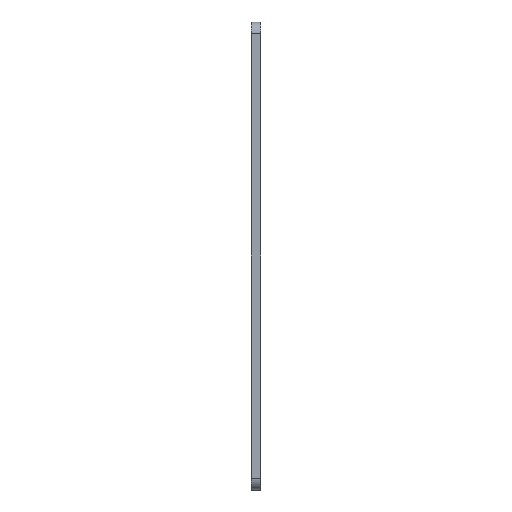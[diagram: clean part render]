
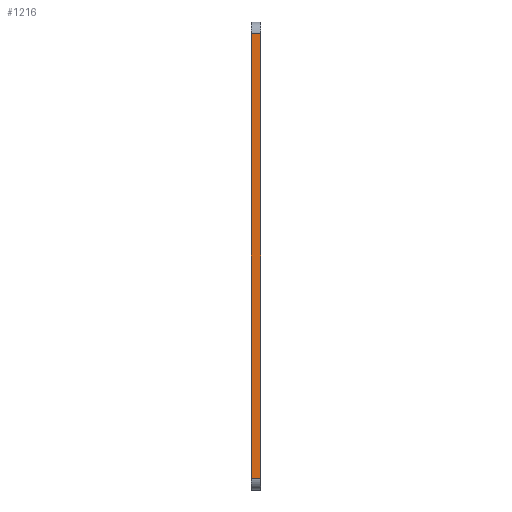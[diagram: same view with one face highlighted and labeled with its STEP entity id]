
A CAD part, left-side view. The second image highlights one B-rep face of the part: STEP entity #1216.
In plain terms, the highlighted planar face has unit normal (-1, 0, 0).
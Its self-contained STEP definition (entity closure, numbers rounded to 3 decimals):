
#20 = PLANE ( 'NONE',  #134 ) ;
#31 = EDGE_CURVE ( 'NONE', #298, #1272, #746, .T. ) ;
#134 = AXIS2_PLACEMENT_3D ( 'NONE', #593, #1199, #730 ) ;
#152 = EDGE_CURVE ( 'NONE', #200, #614, #1153, .T. ) ;
#194 = VECTOR ( 'NONE', #921, 1000. ) ;
#200 = VERTEX_POINT ( 'NONE', #412 ) ;
#247 = CARTESIAN_POINT ( 'NONE',  ( 0., 4.25, -5. ) ) ;
#298 = VERTEX_POINT ( 'NONE', #1176 ) ;
#356 = CARTESIAN_POINT ( 'NONE',  ( 0., 0., -5. ) ) ;
#372 = ORIENTED_EDGE ( 'NONE', *, *, #152, .T. ) ;
#373 = DIRECTION ( 'NONE',  ( 0., 1., 0. ) ) ;
#412 = CARTESIAN_POINT ( 'NONE',  ( 0., 0., -194.8 ) ) ;
#593 = CARTESIAN_POINT ( 'NONE',  ( 0., 4.25, 0. ) ) ;
#614 = VERTEX_POINT ( 'NONE', #356 ) ;
#649 = EDGE_CURVE ( 'NONE', #298, #200, #1316, .T. ) ;
#694 = VECTOR ( 'NONE', #373, 1000. ) ;
#730 = DIRECTION ( 'NONE',  ( 0., 0., -1. ) ) ;
#746 = LINE ( 'NONE', #1271, #1511 ) ;
#762 = ORIENTED_EDGE ( 'NONE', *, *, #649, .T. ) ;
#769 = EDGE_CURVE ( 'NONE', #614, #1272, #1085, .T. ) ;
#796 = EDGE_LOOP ( 'NONE', ( #1478, #762, #372, #1403 ) ) ;
#823 = DIRECTION ( 'NONE',  ( 0., -1., 0. ) ) ;
#921 = DIRECTION ( 'NONE',  ( 0., 0., 1. ) ) ;
#964 = FACE_OUTER_BOUND ( 'NONE', #796, .T. ) ;
#1085 = LINE ( 'NONE', #247, #694 ) ;
#1153 = LINE ( 'NONE', #1517, #194 ) ;
#1170 = DIRECTION ( 'NONE',  ( 0., 0., 1. ) ) ;
#1176 = CARTESIAN_POINT ( 'NONE',  ( 0., 4.25, -194.8 ) ) ;
#1192 = CARTESIAN_POINT ( 'NONE',  ( 0., 4.25, -5. ) ) ;
#1197 = CARTESIAN_POINT ( 'NONE',  ( 0., 4.25, -194.8 ) ) ;
#1199 = DIRECTION ( 'NONE',  ( 1., 0., 0. ) ) ;
#1216 = ADVANCED_FACE ( 'NONE', ( #964 ), #20, .F. ) ;
#1271 = CARTESIAN_POINT ( 'NONE',  ( 0., 4.25, 0. ) ) ;
#1272 = VERTEX_POINT ( 'NONE', #1192 ) ;
#1288 = VECTOR ( 'NONE', #823, 1000. ) ;
#1316 = LINE ( 'NONE', #1197, #1288 ) ;
#1403 = ORIENTED_EDGE ( 'NONE', *, *, #769, .T. ) ;
#1478 = ORIENTED_EDGE ( 'NONE', *, *, #31, .F. ) ;
#1511 = VECTOR ( 'NONE', #1170, 1000. ) ;
#1517 = CARTESIAN_POINT ( 'NONE',  ( 0., 0., 0. ) ) ;
